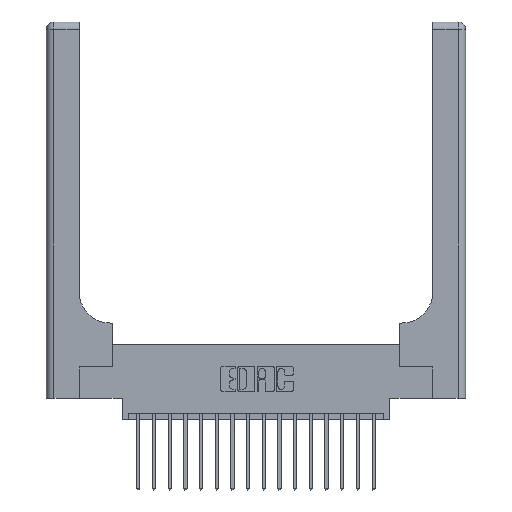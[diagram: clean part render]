
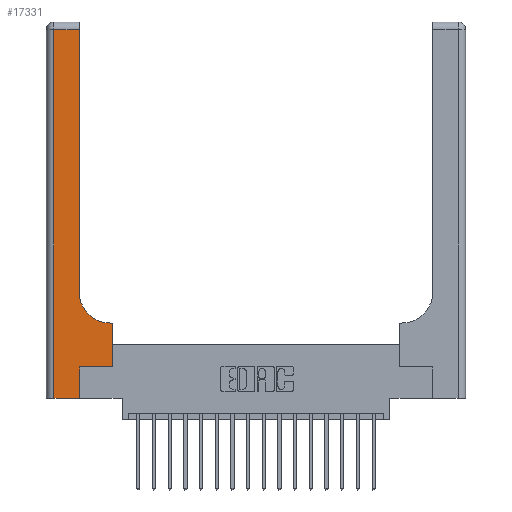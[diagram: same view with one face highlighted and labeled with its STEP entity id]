
A CAD part, top view. The second image highlights one B-rep face of the part: STEP entity #17331.
In plain terms, the highlighted planar face has unit normal (0, 0, 1).
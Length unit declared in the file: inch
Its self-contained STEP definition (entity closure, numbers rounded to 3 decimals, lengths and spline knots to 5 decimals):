
#371 = CARTESIAN_POINT ( 'NONE',  ( 0.26, 0.85, 0.37 ) ) ;
#580 = ORIENTED_EDGE ( 'NONE', *, *, #17293, .T. ) ;
#602 = VERTEX_POINT ( 'NONE', #4564 ) ;
#720 = EDGE_CURVE ( 'NONE', #11626, #7614, #11899, .T. ) ;
#807 = DIRECTION ( 'NONE',  ( -1., 0., 0. ) ) ;
#994 = DIRECTION ( 'NONE',  ( 0., 0., -1. ) ) ;
#1991 = VERTEX_POINT ( 'NONE', #17607 ) ;
#2115 = CARTESIAN_POINT ( 'NONE',  ( 0.06, 3., 0.37 ) ) ;
#2186 = DIRECTION ( 'NONE',  ( 0., 0., -1. ) ) ;
#2198 = CARTESIAN_POINT ( 'NONE',  ( 0., 2.94, 0.37 ) ) ;
#2272 = ORIENTED_EDGE ( 'NONE', *, *, #9439, .T. ) ;
#2858 = ORIENTED_EDGE ( 'NONE', *, *, #17760, .T. ) ;
#3408 = CARTESIAN_POINT ( 'NONE',  ( 0.265, 0., 0.37 ) ) ;
#3589 = VECTOR ( 'NONE', #11295, 39.37008 ) ;
#3662 = VECTOR ( 'NONE', #5124, 39.37008 ) ;
#3697 = EDGE_CURVE ( 'NONE', #16817, #1991, #8437, .T. ) ;
#3863 = AXIS2_PLACEMENT_3D ( 'NONE', #3992, #2186, #8320 ) ;
#3992 = CARTESIAN_POINT ( 'NONE',  ( 0.51, 0.85, 0.37 ) ) ;
#4139 = EDGE_CURVE ( 'NONE', #1991, #15708, #15677, .T. ) ;
#4174 = ORIENTED_EDGE ( 'NONE', *, *, #3697, .T. ) ;
#4320 = CARTESIAN_POINT ( 'NONE',  ( 0.265, 0., 0.37 ) ) ;
#4564 = CARTESIAN_POINT ( 'NONE',  ( 0.06, 0., 0.37 ) ) ;
#5124 = DIRECTION ( 'NONE',  ( 0., 1., 0. ) ) ;
#5210 = CARTESIAN_POINT ( 'NONE',  ( 0., 0., 0.37 ) ) ;
#5415 = PLANE ( 'NONE',  #18565 ) ;
#5924 = DIRECTION ( 'NONE',  ( 1., 0., 0. ) ) ;
#6066 = ORIENTED_EDGE ( 'NONE', *, *, #14038, .T. ) ;
#6363 = CARTESIAN_POINT ( 'NONE',  ( 0.06, 2.94, 0.37 ) ) ;
#6534 = VECTOR ( 'NONE', #16166, 39.37008 ) ;
#6823 = LINE ( 'NONE', #15972, #6534 ) ;
#7139 = CARTESIAN_POINT ( 'NONE',  ( 0.528, 0.6, 0.37 ) ) ;
#7614 = VERTEX_POINT ( 'NONE', #15112 ) ;
#7710 = VECTOR ( 'NONE', #15666, 39.37008 ) ;
#7996 = LINE ( 'NONE', #14180, #7710 ) ;
#8240 = DIRECTION ( 'NONE',  ( 0., -1., 0. ) ) ;
#8320 = DIRECTION ( 'NONE',  ( 1., 0., 0. ) ) ;
#8437 = LINE ( 'NONE', #19275, #8635 ) ;
#8635 = VECTOR ( 'NONE', #13211, 39.37008 ) ;
#9439 = EDGE_CURVE ( 'NONE', #16934, #11626, #13719, .T. ) ;
#9672 = VECTOR ( 'NONE', #807, 39.37008 ) ;
#9918 = LINE ( 'NONE', #2198, #9672 ) ;
#10029 = LINE ( 'NONE', #2115, #18139 ) ;
#10212 = DIRECTION ( 'NONE',  ( -1., 0., 0. ) ) ;
#11250 = CARTESIAN_POINT ( 'NONE',  ( 0.265, 0.25, 0.37 ) ) ;
#11295 = DIRECTION ( 'NONE',  ( 1., 0., 0. ) ) ;
#11410 = ORIENTED_EDGE ( 'NONE', *, *, #12210, .T. ) ;
#11495 = CARTESIAN_POINT ( 'NONE',  ( 0., 3., 0.37 ) ) ;
#11582 = CARTESIAN_POINT ( 'NONE',  ( 0.26, 2.94, 0.37 ) ) ;
#11626 = VERTEX_POINT ( 'NONE', #11250 ) ;
#11899 = LINE ( 'NONE', #13492, #13993 ) ;
#12082 = VERTEX_POINT ( 'NONE', #6363 ) ;
#12210 = EDGE_CURVE ( 'NONE', #12082, #602, #10029, .T. ) ;
#13211 = DIRECTION ( 'NONE',  ( -1., 0., 0. ) ) ;
#13250 = ORIENTED_EDGE ( 'NONE', *, *, #4139, .T. ) ;
#13492 = CARTESIAN_POINT ( 'NONE',  ( 0.265, 0.25, 0.37 ) ) ;
#13719 = LINE ( 'NONE', #3408, #3662 ) ;
#13772 = VERTEX_POINT ( 'NONE', #11582 ) ;
#13993 = VECTOR ( 'NONE', #5924, 39.37008 ) ;
#14038 = EDGE_CURVE ( 'NONE', #7614, #16817, #7996, .T. ) ;
#14097 = ORIENTED_EDGE ( 'NONE', *, *, #720, .T. ) ;
#14180 = CARTESIAN_POINT ( 'NONE',  ( 0.528, 0.25, 0.37 ) ) ;
#14696 = FACE_OUTER_BOUND ( 'NONE', #16536, .T. ) ;
#15112 = CARTESIAN_POINT ( 'NONE',  ( 0.528, 0.25, 0.37 ) ) ;
#15666 = DIRECTION ( 'NONE',  ( 0., 1., 0. ) ) ;
#15677 = CIRCLE ( 'NONE', #3863, 0.25 ) ;
#15708 = VERTEX_POINT ( 'NONE', #371 ) ;
#15972 = CARTESIAN_POINT ( 'NONE',  ( 0.26, 3., 0.37 ) ) ;
#16166 = DIRECTION ( 'NONE',  ( 0., 1., 0. ) ) ;
#16536 = EDGE_LOOP ( 'NONE', ( #16783, #580, #11410, #2858, #2272, #14097, #6066, #4174, #13250 ) ) ;
#16783 = ORIENTED_EDGE ( 'NONE', *, *, #18833, .T. ) ;
#16817 = VERTEX_POINT ( 'NONE', #7139 ) ;
#16934 = VERTEX_POINT ( 'NONE', #4320 ) ;
#17293 = EDGE_CURVE ( 'NONE', #13772, #12082, #9918, .T. ) ;
#17331 = ADVANCED_FACE ( 'NONE', ( #14696 ), #5415, .F. ) ;
#17607 = CARTESIAN_POINT ( 'NONE',  ( 0.51, 0.6, 0.37 ) ) ;
#17760 = EDGE_CURVE ( 'NONE', #602, #16934, #18861, .T. ) ;
#18139 = VECTOR ( 'NONE', #8240, 39.37008 ) ;
#18565 = AXIS2_PLACEMENT_3D ( 'NONE', #11495, #994, #10212 ) ;
#18833 = EDGE_CURVE ( 'NONE', #15708, #13772, #6823, .T. ) ;
#18861 = LINE ( 'NONE', #5210, #3589 ) ;
#19275 = CARTESIAN_POINT ( 'NONE',  ( 0.26, 0.6, 0.37 ) ) ;
